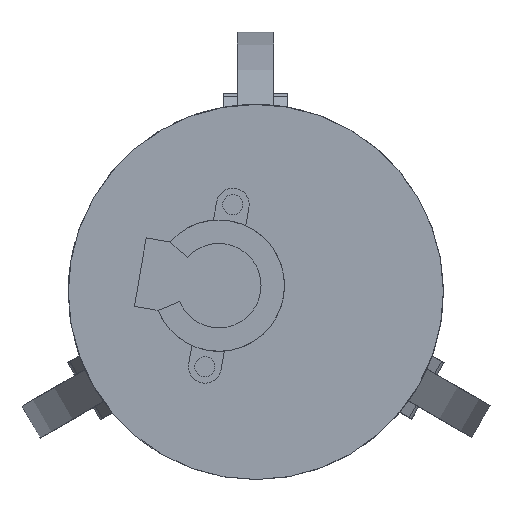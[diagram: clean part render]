
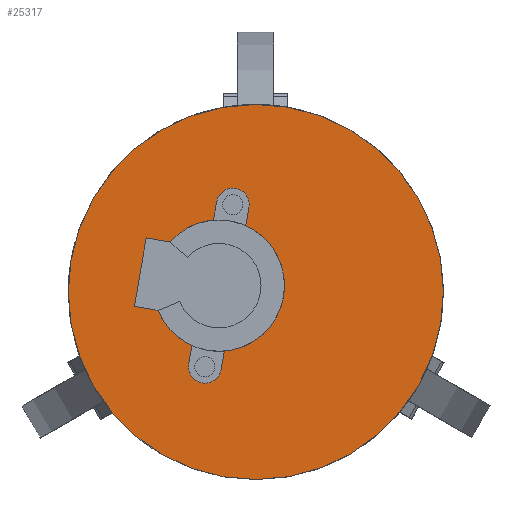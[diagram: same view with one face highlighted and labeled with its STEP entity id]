
A CAD part, front view. The second image highlights one B-rep face of the part: STEP entity #25317.
In plain terms, the highlighted planar face has unit normal (0, -1, 0).
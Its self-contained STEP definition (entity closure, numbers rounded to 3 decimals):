
#181 = CARTESIAN_POINT ( 'NONE',  ( 47.422, 4.989, 129.65 ) ) ;
#193 = DIRECTION ( 'NONE',  ( 0.986, 0., -0.17 ) ) ;
#938 = DIRECTION ( 'NONE',  ( 0.986, 0., -0.17 ) ) ;
#1253 = DIRECTION ( 'NONE',  ( 0.986, 0., -0.17 ) ) ;
#2741 = EDGE_CURVE ( 'NONE', #35783, #6006, #9523, .T. ) ;
#4340 = CARTESIAN_POINT ( 'NONE',  ( 29.939, 4.989, 97.043 ) ) ;
#4376 = AXIS2_PLACEMENT_3D ( 'NONE', #8734, #20061, #193 ) ;
#4490 = CARTESIAN_POINT ( 'NONE',  ( 25.702, 4.989, 97.772 ) ) ;
#4823 = CARTESIAN_POINT ( 'NONE',  ( 21.464, 4.989, 98.501 ) ) ;
#4933 = DIRECTION ( 'NONE',  ( 0., 1., 0. ) ) ;
#5056 = ORIENTED_EDGE ( 'NONE', *, *, #12403, .T. ) ;
#5280 = AXIS2_PLACEMENT_3D ( 'NONE', #4490, #7322, #29644 ) ;
#5474 = CARTESIAN_POINT ( 'NONE',  ( 47.422, 4.989, 129.65 ) ) ;
#5568 = CARTESIAN_POINT ( 'NONE',  ( 126.264, 4.989, 116.083 ) ) ;
#6006 = VERTEX_POINT ( 'NONE', #4823 ) ;
#6896 = DIRECTION ( 'NONE',  ( 0.986, 0., -0.17 ) ) ;
#7063 = VERTEX_POINT ( 'NONE', #34058 ) ;
#7322 = DIRECTION ( 'NONE',  ( 0., 1., 0. ) ) ;
#7641 = VERTEX_POINT ( 'NONE', #5568 ) ;
#7642 = ORIENTED_EDGE ( 'NONE', *, *, #2741, .T. ) ;
#8107 = CIRCLE ( 'NONE', #4376, 4.3 ) ;
#8175 = EDGE_CURVE ( 'NONE', #6006, #35783, #17051, .T. ) ;
#8180 = EDGE_LOOP ( 'NONE', ( #36172, #25380 ) ) ;
#8734 = CARTESIAN_POINT ( 'NONE',  ( 37.607, 4.989, 166.955 ) ) ;
#8842 = DIRECTION ( 'NONE',  ( 0.986, 0., -0.17 ) ) ;
#8863 = PLANE ( 'NONE',  #10113 ) ;
#8991 = AXIS2_PLACEMENT_3D ( 'NONE', #181, #30799, #8842 ) ;
#9467 = DIRECTION ( 'NONE',  ( 0., 1., 0. ) ) ;
#9474 = FACE_BOUND ( 'NONE', #8180, .T. ) ;
#9523 = CIRCLE ( 'NONE', #5280, 4.3 ) ;
#9931 = FACE_BOUND ( 'NONE', #12128, .T. ) ;
#10113 = AXIS2_PLACEMENT_3D ( 'NONE', #11765, #11880, #938 ) ;
#10538 = CIRCLE ( 'NONE', #29240, 80. ) ;
#11765 = CARTESIAN_POINT ( 'NONE',  ( 47.422, 4.989, 129.65 ) ) ;
#11880 = DIRECTION ( 'NONE',  ( 0., 1., 0. ) ) ;
#12128 = EDGE_LOOP ( 'NONE', ( #24857, #5056 ) ) ;
#12286 = EDGE_CURVE ( 'NONE', #27397, #31724, #22074, .T. ) ;
#12403 = EDGE_CURVE ( 'NONE', #28143, #27813, #26882, .T. ) ;
#13964 = CARTESIAN_POINT ( 'NONE',  ( 25.702, 4.989, 97.772 ) ) ;
#14259 = DIRECTION ( 'NONE',  ( 0., 1., 0. ) ) ;
#14690 = DIRECTION ( 'NONE',  ( 0., 1., 0. ) ) ;
#15325 = EDGE_CURVE ( 'NONE', #7063, #7641, #29797, .T. ) ;
#15573 = AXIS2_PLACEMENT_3D ( 'NONE', #5474, #14259, #22695 ) ;
#16292 = CIRCLE ( 'NONE', #15573, 9.5 ) ;
#17051 = CIRCLE ( 'NONE', #24833, 4.3 ) ;
#19086 = FACE_OUTER_BOUND ( 'NONE', #28000, .T. ) ;
#19462 = EDGE_CURVE ( 'NONE', #27813, #28143, #8107, .T. ) ;
#20061 = DIRECTION ( 'NONE',  ( 0., 1., 0. ) ) ;
#20170 = CARTESIAN_POINT ( 'NONE',  ( 37.607, 4.989, 166.955 ) ) ;
#21765 = ORIENTED_EDGE ( 'NONE', *, *, #8175, .T. ) ;
#22074 = CIRCLE ( 'NONE', #8991, 9.5 ) ;
#22536 = DIRECTION ( 'NONE',  ( 0.986, 0., -0.17 ) ) ;
#22695 = DIRECTION ( 'NONE',  ( 0.986, 0., -0.17 ) ) ;
#23619 = CARTESIAN_POINT ( 'NONE',  ( 47.422, 4.989, 129.65 ) ) ;
#24833 = AXIS2_PLACEMENT_3D ( 'NONE', #13964, #4933, #22536 ) ;
#24857 = ORIENTED_EDGE ( 'NONE', *, *, #19462, .T. ) ;
#25131 = AXIS2_PLACEMENT_3D ( 'NONE', #20170, #14690, #34221 ) ;
#25317 = ADVANCED_FACE ( 'NONE', ( #9931, #19086, #9474, #33067 ), #8863, .F. ) ;
#25380 = ORIENTED_EDGE ( 'NONE', *, *, #28915, .T. ) ;
#26882 = CIRCLE ( 'NONE', #25131, 4.3 ) ;
#27397 = VERTEX_POINT ( 'NONE', #35547 ) ;
#27751 = AXIS2_PLACEMENT_3D ( 'NONE', #23619, #9467, #6896 ) ;
#27813 = VERTEX_POINT ( 'NONE', #28703 ) ;
#28000 = EDGE_LOOP ( 'NONE', ( #35805, #34450 ) ) ;
#28143 = VERTEX_POINT ( 'NONE', #35253 ) ;
#28703 = CARTESIAN_POINT ( 'NONE',  ( 33.369, 4.989, 167.684 ) ) ;
#28915 = EDGE_CURVE ( 'NONE', #31724, #27397, #16292, .T. ) ;
#29240 = AXIS2_PLACEMENT_3D ( 'NONE', #34792, #34425, #1253 ) ;
#29243 = EDGE_LOOP ( 'NONE', ( #21765, #7642 ) ) ;
#29644 = DIRECTION ( 'NONE',  ( 0.986, 0., -0.17 ) ) ;
#29797 = CIRCLE ( 'NONE', #27751, 80. ) ;
#30799 = DIRECTION ( 'NONE',  ( 0., 1., 0. ) ) ;
#30843 = CARTESIAN_POINT ( 'NONE',  ( 56.785, 4.989, 128.039 ) ) ;
#31724 = VERTEX_POINT ( 'NONE', #30843 ) ;
#33067 = FACE_BOUND ( 'NONE', #29243, .T. ) ;
#34058 = CARTESIAN_POINT ( 'NONE',  ( -31.419, 4.989, 143.217 ) ) ;
#34221 = DIRECTION ( 'NONE',  ( 0.986, 0., -0.17 ) ) ;
#34425 = DIRECTION ( 'NONE',  ( 0., 1., 0. ) ) ;
#34450 = ORIENTED_EDGE ( 'NONE', *, *, #35545, .F. ) ;
#34792 = CARTESIAN_POINT ( 'NONE',  ( 47.422, 4.989, 129.65 ) ) ;
#35253 = CARTESIAN_POINT ( 'NONE',  ( 41.845, 4.989, 166.226 ) ) ;
#35545 = EDGE_CURVE ( 'NONE', #7641, #7063, #10538, .T. ) ;
#35547 = CARTESIAN_POINT ( 'NONE',  ( 38.06, 4.989, 131.261 ) ) ;
#35783 = VERTEX_POINT ( 'NONE', #4340 ) ;
#35805 = ORIENTED_EDGE ( 'NONE', *, *, #15325, .F. ) ;
#36172 = ORIENTED_EDGE ( 'NONE', *, *, #12286, .T. ) ;
